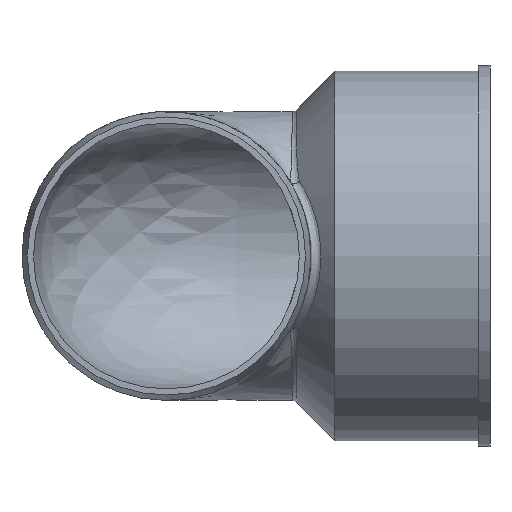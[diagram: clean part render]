
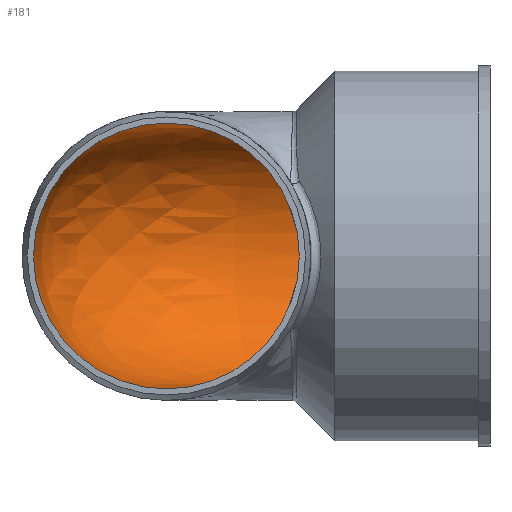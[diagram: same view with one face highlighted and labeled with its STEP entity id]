
A CAD part, front view. The second image highlights one B-rep face of the part: STEP entity #181.
In plain terms, the highlighted free-form (B-spline) face has degree [2, 2] with [9, 3] control points.
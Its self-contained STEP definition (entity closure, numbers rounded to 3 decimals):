
#38=(
BOUNDED_SURFACE()
B_SPLINE_SURFACE(2,2,((#665,#666,#667),(#668,#669,#670),(#671,#672,#673),
(#674,#675,#676),(#677,#678,#679),(#680,#681,#682),(#683,#684,#685),(#686,
#687,#688),(#689,#690,#691)),.UNSPECIFIED.,.T.,.F.,.F.)
B_SPLINE_SURFACE_WITH_KNOTS((3,2,2,2,3),(3,3),(-3.142,-1.571,
0.,1.571,3.142),(0.,1.571),.UNSPECIFIED.)
GEOMETRIC_REPRESENTATION_ITEM()
RATIONAL_B_SPLINE_SURFACE(((1.,0.707,1.),(0.707,
0.5,0.707),(1.,0.707,1.),(0.707,0.5,
0.707),(1.,0.707,1.),(0.707,0.5,0.707),
(1.,0.707,1.),(0.707,0.5,0.707),(1.,
0.707,1.)))
REPRESENTATION_ITEM('')
SURFACE()
);
#52=FACE_OUTER_BOUND('',#77,.T.);
#77=EDGE_LOOP('',(#162,#163));
#90=CIRCLE('',#194,23.);
#97=CIRCLE('',#208,23.);
#105=VERTEX_POINT('',#644);
#122=EDGE_CURVE('',#105,#105,#90,.T.);
#129=EDGE_CURVE('',#105,#105,#97,.T.);
#162=ORIENTED_EDGE('',*,*,#129,.F.);
#163=ORIENTED_EDGE('',*,*,#122,.F.);
#181=ADVANCED_FACE('',(#52),#38,.T.);
#194=AXIS2_PLACEMENT_3D('',#645,#230,#231);
#208=AXIS2_PLACEMENT_3D('',#692,#258,#259);
#230=DIRECTION('center_axis',(-1.,0.,0.));
#231=DIRECTION('ref_axis',(0.,-1.,0.));
#258=DIRECTION('center_axis',(0.,1.,0.));
#259=DIRECTION('ref_axis',(1.,0.,0.));
#644=CARTESIAN_POINT('',(23.,58.,0.));
#645=CARTESIAN_POINT('Origin',(23.,81.,0.));
#665=CARTESIAN_POINT('Ctrl Pts',(23.,58.,0.));
#666=CARTESIAN_POINT('Ctrl Pts',(23.,58.,0.));
#667=CARTESIAN_POINT('Ctrl Pts',(23.,58.,0.));
#668=CARTESIAN_POINT('Ctrl Pts',(23.,58.,23.));
#669=CARTESIAN_POINT('Ctrl Pts',(23.,58.,23.));
#670=CARTESIAN_POINT('Ctrl Pts',(23.,58.,23.));
#671=CARTESIAN_POINT('Ctrl Pts',(0.,58.,23.));
#672=CARTESIAN_POINT('Ctrl Pts',(0.,81.,23.));
#673=CARTESIAN_POINT('Ctrl Pts',(23.,81.,23.));
#674=CARTESIAN_POINT('Ctrl Pts',(-23.,58.,23.));
#675=CARTESIAN_POINT('Ctrl Pts',(-23.,104.,23.));
#676=CARTESIAN_POINT('Ctrl Pts',(23.,104.,23.));
#677=CARTESIAN_POINT('Ctrl Pts',(-23.,58.,0.));
#678=CARTESIAN_POINT('Ctrl Pts',(-23.,104.,0.));
#679=CARTESIAN_POINT('Ctrl Pts',(23.,104.,0.));
#680=CARTESIAN_POINT('Ctrl Pts',(-23.,58.,-23.));
#681=CARTESIAN_POINT('Ctrl Pts',(-23.,104.,-23.));
#682=CARTESIAN_POINT('Ctrl Pts',(23.,104.,-23.));
#683=CARTESIAN_POINT('Ctrl Pts',(0.,58.,-23.));
#684=CARTESIAN_POINT('Ctrl Pts',(0.,81.,-23.));
#685=CARTESIAN_POINT('Ctrl Pts',(23.,81.,-23.));
#686=CARTESIAN_POINT('Ctrl Pts',(23.,58.,-23.));
#687=CARTESIAN_POINT('Ctrl Pts',(23.,58.,-23.));
#688=CARTESIAN_POINT('Ctrl Pts',(23.,58.,-23.));
#689=CARTESIAN_POINT('Ctrl Pts',(23.,58.,0.));
#690=CARTESIAN_POINT('Ctrl Pts',(23.,58.,0.));
#691=CARTESIAN_POINT('Ctrl Pts',(23.,58.,0.));
#692=CARTESIAN_POINT('Origin',(0.,58.,0.));
